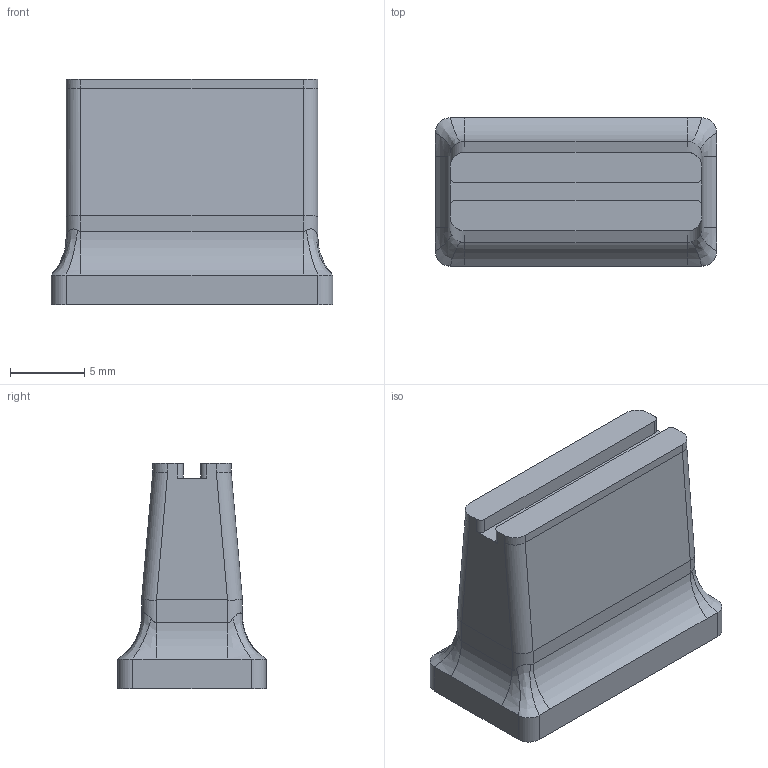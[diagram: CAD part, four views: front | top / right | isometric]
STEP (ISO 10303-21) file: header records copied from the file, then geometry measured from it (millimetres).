
FILE_DESCRIPTION(/* description */ ('FreeCAD Model'),/* implementation_level */ '2;1');
FILE_NAME(/* name */ 'tempo-fader-Body.step',/* time_stamp */ '2026-02-11T16:00:58+01:00',/* author */ (''),/* organization */ (''),/* preprocessor_version */ 'ST-DEVELOPER v20.1',/* originating_system */ 'Autodesk Translation Framework v14.24.0.0',/* authorisation */ '');
FILE_SCHEMA (('AUTOMOTIVE_DESIGN { 1 0 10303 214 3 1 1 }'));
Length unit declared in the file: millimetre
Products named in the file (1): Body
Bounding box: 19 x 10 x 15.2 mm (x, y, z)
Volume: 1542.1 mm3; surface area: 1275 mm2
Topology: 1 solids, 1 shells, 70 faces, 176 edges, 110 vertices
Faces by surface type: plane 30, cylinder 24, bspline 16
Entity records: 2398 total; most frequent: CARTESIAN_POINT 719, ORIENTED_EDGE 352, DIRECTION 324, EDGE_CURVE 176, LINE 110, VECTOR 110, VERTEX_POINT 110, AXIS2_PLACEMENT_3D 107
